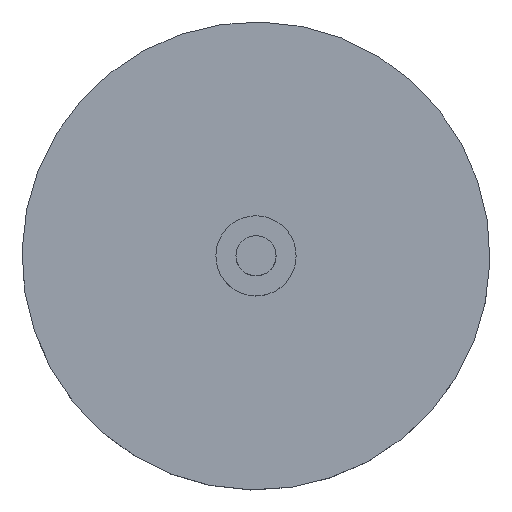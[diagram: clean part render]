
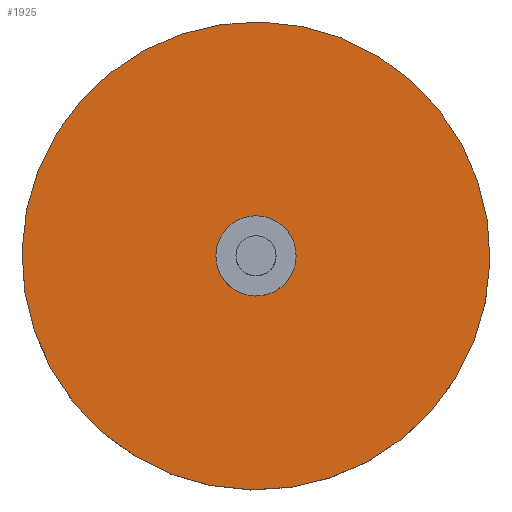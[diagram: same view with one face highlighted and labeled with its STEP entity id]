
A CAD part, top view. The second image highlights one B-rep face of the part: STEP entity #1925.
In plain terms, the highlighted planar face has unit normal (0, 0, 1).
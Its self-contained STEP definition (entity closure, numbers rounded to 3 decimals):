
#1017=AXIS2_PLACEMENT_3D('Circle Axis2P3D',#1015,#1016,$) ;
#1052=AXIS2_PLACEMENT_3D('Circle Axis2P3D',#1050,#1051,$) ;
#1901=AXIS2_PLACEMENT_3D('Plane Axis2P3D',#1898,#1899,#1900) ;
#1909=AXIS2_PLACEMENT_3D('Circle Axis2P3D',#1907,#1908,$) ;
#1918=AXIS2_PLACEMENT_3D('Circle Axis2P3D',#1916,#1917,$) ;
#1015=CARTESIAN_POINT('Axis2P3D Location',(0.,0.,6.5)) ;
#1019=CARTESIAN_POINT('Vertex',(-30.715,-16.78,6.5)) ;
#1021=CARTESIAN_POINT('Vertex',(30.715,16.78,6.5)) ;
#1050=CARTESIAN_POINT('Axis2P3D Location',(0.,0.,6.5)) ;
#1898=CARTESIAN_POINT('Axis2P3D Location',(35.,0.,6.5)) ;
#1907=CARTESIAN_POINT('Axis2P3D Location',(0.,0.,6.5)) ;
#1911=CARTESIAN_POINT('Vertex',(-5.265,-2.877,6.5)) ;
#1913=CARTESIAN_POINT('Vertex',(5.265,2.877,6.5)) ;
#1916=CARTESIAN_POINT('Axis2P3D Location',(0.,0.,6.5)) ;
#1016=DIRECTION('Axis2P3D Direction',(0.,0.,1.)) ;
#1051=DIRECTION('Axis2P3D Direction',(0.,0.,1.)) ;
#1899=DIRECTION('Axis2P3D Direction',(0.,0.,1.)) ;
#1900=DIRECTION('Axis2P3D XDirection',(1.,0.,0.)) ;
#1908=DIRECTION('Axis2P3D Direction',(0.,0.,1.)) ;
#1917=DIRECTION('Axis2P3D Direction',(0.,0.,1.)) ;
#1904=ORIENTED_EDGE('',*,*,#1023,.T.) ;
#1905=ORIENTED_EDGE('',*,*,#1054,.T.) ;
#1922=ORIENTED_EDGE('',*,*,#1915,.F.) ;
#1923=ORIENTED_EDGE('',*,*,#1920,.F.) ;
#1924=FACE_BOUND('',#1921,.T.) ;
#1925=ADVANCED_FACE('Hauptk\X2\00F6\X0\rper',(#1906,#1924),#1902,.T.) ;
#1018=CIRCLE('generated circle',#1017,35.) ;
#1053=CIRCLE('generated circle',#1052,35.) ;
#1910=CIRCLE('generated circle',#1909,6.) ;
#1919=CIRCLE('generated circle',#1918,6.) ;
#1023=EDGE_CURVE('',#1020,#1022,#1018,.T.) ;
#1054=EDGE_CURVE('',#1022,#1020,#1053,.T.) ;
#1915=EDGE_CURVE('',#1912,#1914,#1910,.T.) ;
#1920=EDGE_CURVE('',#1914,#1912,#1919,.T.) ;
#1903=EDGE_LOOP('',(#1904,#1905)) ;
#1921=EDGE_LOOP('',(#1922,#1923)) ;
#1906=FACE_OUTER_BOUND('',#1903,.T.) ;
#1902=PLANE('Plane',#1901) ;
#1020=VERTEX_POINT('',#1019) ;
#1022=VERTEX_POINT('',#1021) ;
#1912=VERTEX_POINT('',#1911) ;
#1914=VERTEX_POINT('',#1913) ;
